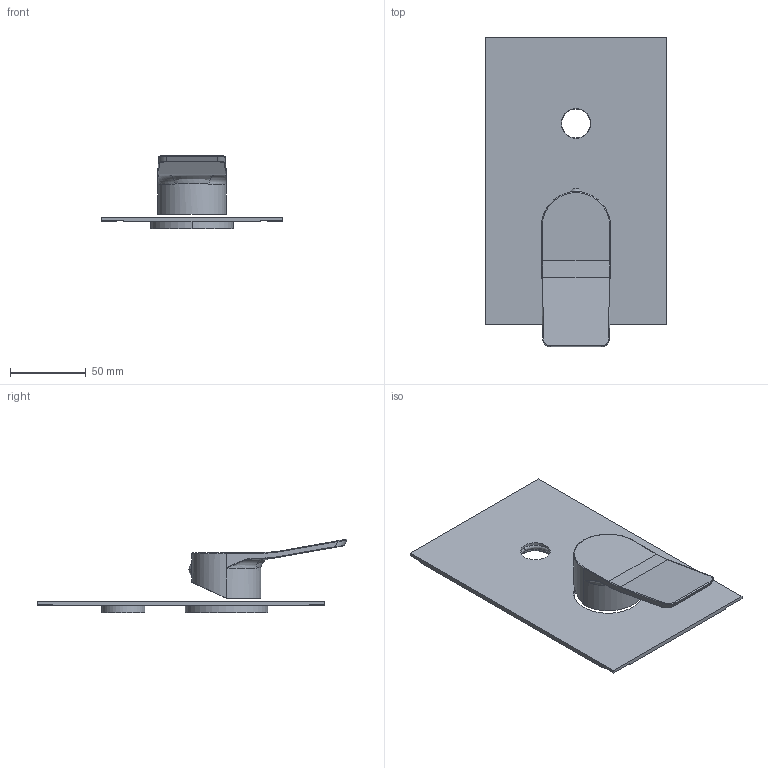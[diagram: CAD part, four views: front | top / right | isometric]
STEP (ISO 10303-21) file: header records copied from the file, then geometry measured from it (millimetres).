
FILE_DESCRIPTION((''),'2;1');
FILE_NAME('TI015CR-MEST','2021-11-09T08:19:10',('ut3'),('PAFFONI SpA'),'CREO PARAMETRIC BY PTC INC, 2020044','CREO PARAMETRIC BY PTC INC, 2020044','');
FILE_SCHEMA(('CONFIG_CONTROL_DESIGN','SHAPE_APPEARANCE_LAYERS_GROUPS'));
Length unit declared in the file: millimetre
Products named in the file (1): TI015CR-MEST
Bounding box: 120 x 204.58 x 48.45 mm (x, y, z)
Volume: 76467.6 mm3; surface area: 66157.9 mm2
Topology: 2 solids, 2 shells, 169 faces, 413 edges, 255 vertices
Faces by surface type: plane 74, cylinder 54, cone 15, torus 13, bspline 11, sphere 2
Entity records: 7766 total; most frequent: CARTESIAN_POINT 2220, DIRECTION 824, ORIENTED_EDGE 822, EDGE_CURVE 411, AXIS2_PLACEMENT_3D 301, VERTEX_POINT 255, FILL_AREA_STYLE_COLOUR 237, FILL_AREA_STYLE 237
